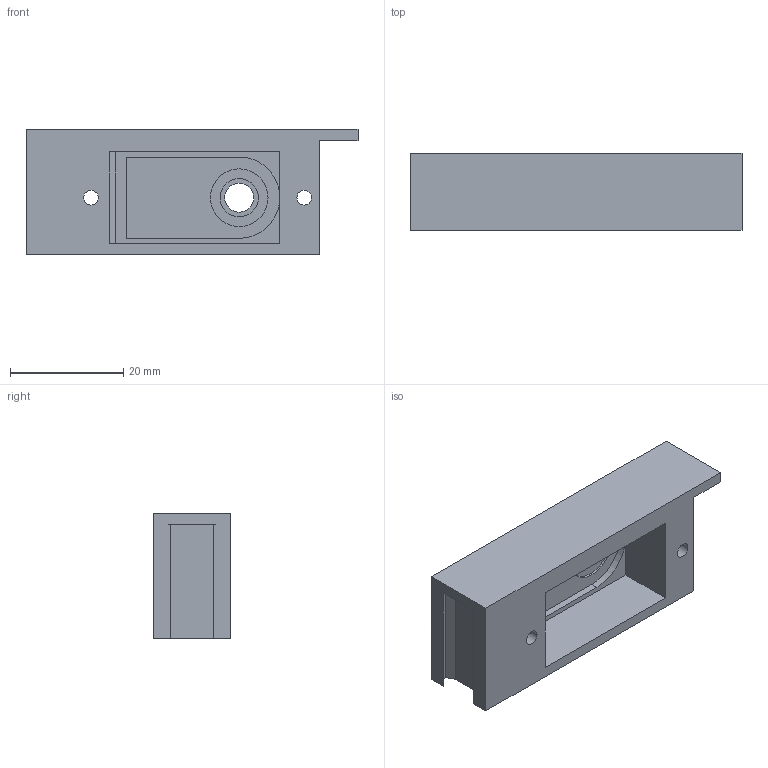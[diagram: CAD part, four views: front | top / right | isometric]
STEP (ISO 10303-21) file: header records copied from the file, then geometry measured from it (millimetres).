
FILE_DESCRIPTION(/* description */ ('','CAx-IF Rec.Pracs.---Representation and Presentation of Product Manufacturing Information (PMI)---4.0---2014-10-13'),/* implementation_level */ '2;1');
FILE_NAME(/* name */ 'finger_motor_top.step',/* time_stamp */ '2025-01-22T13:45:05Z',/* author */ (''),/* organization */ (''),/* preprocessor_version */ 'ST-DEVELOPER v20',/* originating_system */ 'Autodesk Translation Framework v13.20.0.188',/* authorisation */ '');
FILE_SCHEMA (('AP242_MANAGED_MODEL_BASED_3D_ENGINEERING_MIM_LF { 1 0 10303 442 1 1 4 }'));
Length unit declared in the file: millimetre
Products named in the file (1): finger_motor_top
Bounding box: 58.52 x 13.6 x 22.15 mm (x, y, z)
Volume: 9705.7 mm3; surface area: 5930.5 mm2
Topology: 1 solids, 1 shells, 34 faces, 86 edges, 57 vertices
Faces by surface type: plane 26, cylinder 8
Full cylindrical faces by diameter (mm): 2.6 x2, 5.1 x1, 6.76 x1, 10.15 x1
Entity records: 1064 total; most frequent: CARTESIAN_POINT 178, DIRECTION 173, ORIENTED_EDGE 172, EDGE_CURVE 86, LINE 69, VECTOR 69, VERTEX_POINT 57, AXIS2_PLACEMENT_3D 52
